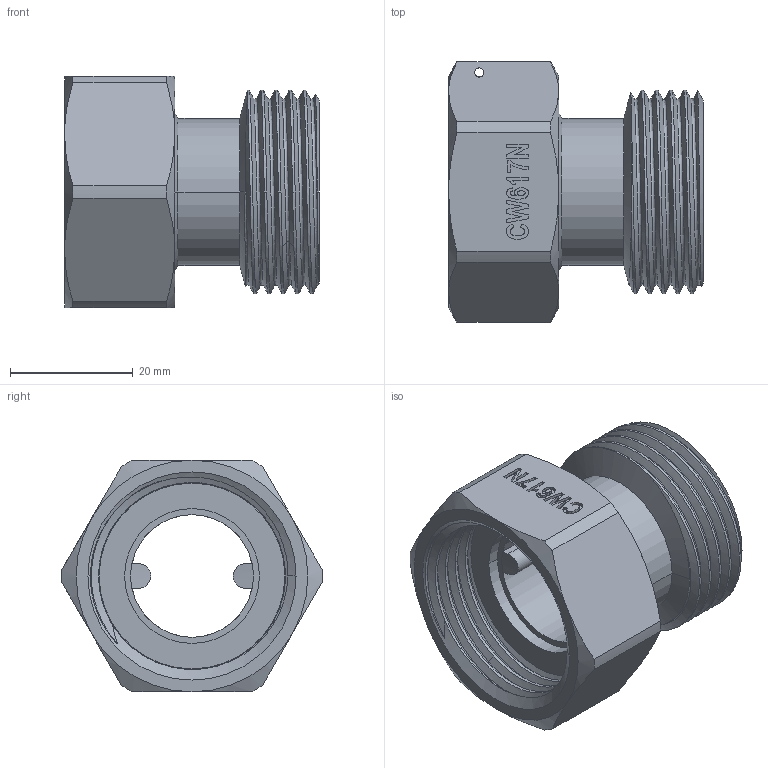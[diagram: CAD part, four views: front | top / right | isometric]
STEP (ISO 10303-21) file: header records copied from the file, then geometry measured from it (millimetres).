
FILE_DESCRIPTION((''),'2;1');
FILE_NAME('F16133006_ASM','2023-12-06T15:38:45',('admin'),(''),'CREO PARAMETRIC BY PTC INC, 2018400','CREO PARAMETRIC BY PTC INC, 2018400','');
FILE_SCHEMA(('CONFIG_CONTROL_DESIGN','SHAPE_APPEARANCE_LAYERS_GROUPS'));
Length unit declared in the file: millimetre
Products named in the file (5): FJ1641133006W; FJ1615133006W; VT19000606; VT13013306; F16133006_ASM
Assembly tree (4 placements, depth 2):
  F16133006_ASM
    FJ1641133006W
    FJ1615133006W
    VT19000606
    VT13013306
Bounding box: 41.6 x 42.49 x 37.8 mm (x, y, z)
Volume: 16510.2 mm3; surface area: 14292 mm2
Topology: 4 solids, 4 shells, 204 faces, 521 edges, 332 vertices
Faces by surface type: plane 61, extrusion 47, cylinder 45, cone 34, bspline 15, torus 2
Entity records: 12496 total; most frequent: CARTESIAN_POINT 6201, ORIENTED_EDGE 1042, DIRECTION 750, PRESENTATION_STYLE_ASSIGNMENT 525, STYLED_ITEM 525, CURVE_STYLE 521, EDGE_CURVE 521, VERTEX_POINT 332
